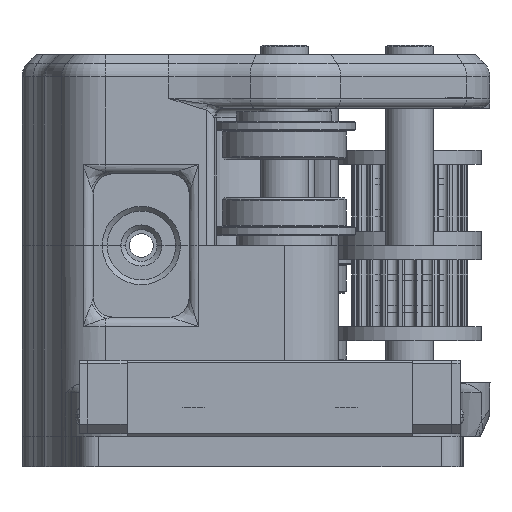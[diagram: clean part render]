
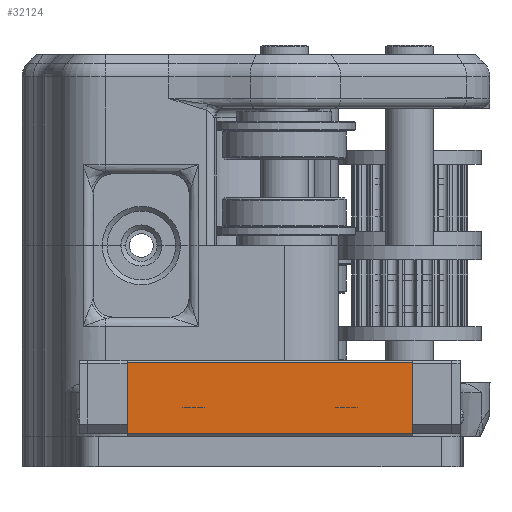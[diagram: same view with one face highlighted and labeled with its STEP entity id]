
A CAD part, left-side view. The second image highlights one B-rep face of the part: STEP entity #32124.
In plain terms, the highlighted planar face has unit normal (-1, 0, 0).
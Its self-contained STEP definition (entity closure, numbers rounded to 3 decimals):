
#1984=FACE_OUTER_BOUND('',#3920,.T.);
#3920=EDGE_LOOP('',(#22990,#22991,#22992,#22993));
#7701=LINE('',#49762,#10788);
#7707=LINE('',#49774,#10794);
#7752=LINE('',#49869,#10839);
#7753=LINE('',#49870,#10840);
#10788=VECTOR('',#39769,1000.);
#10794=VECTOR('',#39777,1000.);
#10839=VECTOR('',#39858,1000.);
#10840=VECTOR('',#39859,1000.);
#13925=VERTEX_POINT('',#49758);
#13927=VERTEX_POINT('',#49761);
#13930=VERTEX_POINT('',#49768);
#13932=VERTEX_POINT('',#49772);
#17293=EDGE_CURVE('',#13927,#13925,#7701,.T.);
#17299=EDGE_CURVE('',#13930,#13932,#7707,.T.);
#17346=EDGE_CURVE('',#13930,#13925,#7752,.T.);
#17347=EDGE_CURVE('',#13932,#13927,#7753,.T.);
#22990=ORIENTED_EDGE('',*,*,#17346,.F.);
#22991=ORIENTED_EDGE('',*,*,#17299,.T.);
#22992=ORIENTED_EDGE('',*,*,#17347,.T.);
#22993=ORIENTED_EDGE('',*,*,#17293,.T.);
#30833=PLANE('',#35009);
#32124=ADVANCED_FACE('',(#1984),#30833,.F.);
#35009=AXIS2_PLACEMENT_3D('',#49868,#39856,#39857);
#39769=DIRECTION('',(0.,-1.,0.));
#39777=DIRECTION('',(0.,1.,0.));
#39856=DIRECTION('center_axis',(1.,0.,
0.));
#39857=DIRECTION('ref_axis',(0.,-1.,0.));
#39858=DIRECTION('',(0.,0.,-1.));
#39859=DIRECTION('',(0.,0.,-1.));
#49758=CARTESIAN_POINT('',(-76.8,152.098,92.));
#49761=CARTESIAN_POINT('',(-76.8,181.998,92.));
#49762=CARTESIAN_POINT('',(-76.8,181.998,92.));
#49768=CARTESIAN_POINT('',(-76.8,152.098,99.4));
#49772=CARTESIAN_POINT('',(-76.8,181.998,99.4));
#49774=CARTESIAN_POINT('',(-76.8,152.098,99.4));
#49868=CARTESIAN_POINT('Origin',(-76.8,152.098,95.7));
#49869=CARTESIAN_POINT('',(-76.8,152.098,99.4));
#49870=CARTESIAN_POINT('',(-76.8,181.998,99.4));
